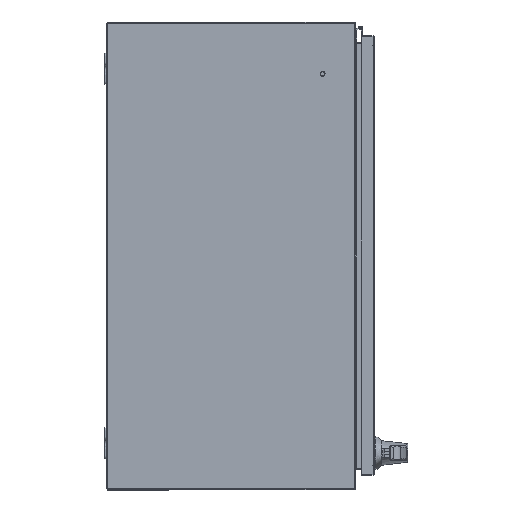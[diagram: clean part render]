
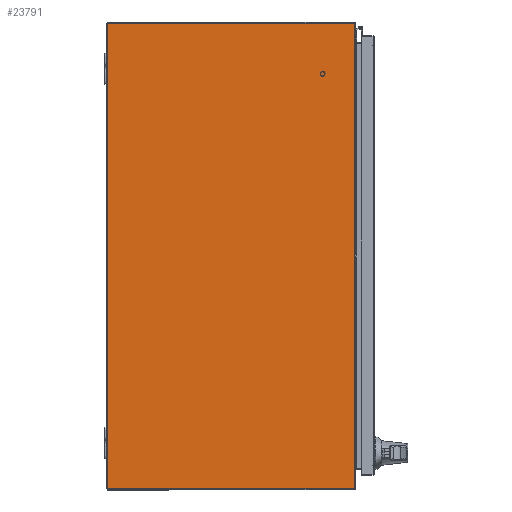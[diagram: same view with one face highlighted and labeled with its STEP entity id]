
A CAD part, front view. The second image highlights one B-rep face of the part: STEP entity #23791.
In plain terms, the highlighted face is planar.
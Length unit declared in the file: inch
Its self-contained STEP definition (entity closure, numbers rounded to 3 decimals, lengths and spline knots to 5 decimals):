
#3844 = ORIENTED_EDGE ( 'NONE', *, *, #16160, .T. ) ;
#4378 = VERTEX_POINT ( 'NONE', #8468 ) ;
#8212 = EDGE_CURVE ( 'NONE', #4378, #57101, #21132, .T. ) ;
#8468 = CARTESIAN_POINT ( 'NONE',  ( 14.928, -0.108, -18. ) ) ;
#11132 = CARTESIAN_POINT ( 'NONE',  ( 14.928, -0.108, -18. ) ) ;
#11375 = CARTESIAN_POINT ( 'NONE',  ( -14.928, -0.108, -18. ) ) ;
#11390 = FACE_OUTER_BOUND ( 'NONE', #27034, .T. ) ;
#16160 = EDGE_CURVE ( 'NONE', #109327, #84904, #71574, .T. ) ;
#16780 = DIRECTION ( 'NONE',  ( 0., -1., 0. ) ) ;
#19737 = EDGE_CURVE ( 'NONE', #109327, #57101, #98113, .T. ) ;
#21132 = LINE ( 'NONE', #65103, #50700 ) ;
#21175 = VECTOR ( 'NONE', #79646, 39.37008 ) ;
#23791 = ADVANCED_FACE ( 'NONE', ( #11390 ), #42387, .F. ) ;
#26844 = CARTESIAN_POINT ( 'NONE',  ( 14.928, -15.892, -18. ) ) ;
#27034 = EDGE_LOOP ( 'NONE', ( #67147, #66854, #77241, #3844 ) ) ;
#28221 = VECTOR ( 'NONE', #88554, 39.37008 ) ;
#30676 = AXIS2_PLACEMENT_3D ( 'NONE', #43138, #42766, #16780 ) ;
#35953 = DIRECTION ( 'NONE',  ( 0., -1., 0. ) ) ;
#42387 = PLANE ( 'NONE',  #30676 ) ;
#42766 = DIRECTION ( 'NONE',  ( 0., 0., 1. ) ) ;
#43138 = CARTESIAN_POINT ( 'NONE',  ( 14.928, -16., -18. ) ) ;
#43206 = DIRECTION ( 'NONE',  ( 0., 1., 0. ) ) ;
#50700 = VECTOR ( 'NONE', #35953, 39.37008 ) ;
#57101 = VERTEX_POINT ( 'NONE', #106872 ) ;
#60226 = LINE ( 'NONE', #11132, #21175 ) ;
#65103 = CARTESIAN_POINT ( 'NONE',  ( 14.928, -0.072, -18. ) ) ;
#66854 = ORIENTED_EDGE ( 'NONE', *, *, #8212, .T. ) ;
#67147 = ORIENTED_EDGE ( 'NONE', *, *, #87446, .F. ) ;
#71574 = LINE ( 'NONE', #94760, #75648 ) ;
#75648 = VECTOR ( 'NONE', #43206, 39.37008 ) ;
#77241 = ORIENTED_EDGE ( 'NONE', *, *, #19737, .F. ) ;
#79646 = DIRECTION ( 'NONE',  ( -1., 0., 0. ) ) ;
#84904 = VERTEX_POINT ( 'NONE', #11375 ) ;
#87446 = EDGE_CURVE ( 'NONE', #4378, #84904, #60226, .T. ) ;
#88554 = DIRECTION ( 'NONE',  ( 1., 0., 0. ) ) ;
#93304 = CARTESIAN_POINT ( 'NONE',  ( -14.928, -15.892, -18. ) ) ;
#94760 = CARTESIAN_POINT ( 'NONE',  ( -14.928, 0., -18. ) ) ;
#98113 = LINE ( 'NONE', #26844, #28221 ) ;
#106872 = CARTESIAN_POINT ( 'NONE',  ( 14.928, -15.892, -18. ) ) ;
#109327 = VERTEX_POINT ( 'NONE', #93304 ) ;
